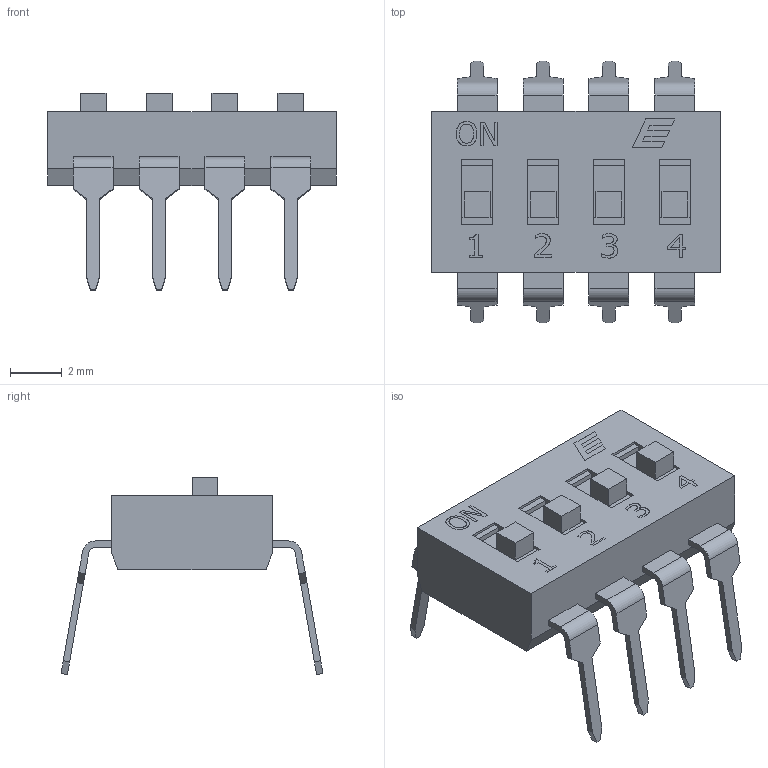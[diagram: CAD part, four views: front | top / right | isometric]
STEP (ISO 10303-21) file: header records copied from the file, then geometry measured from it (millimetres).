
FILE_DESCRIPTION(/* description */ (''),/* implementation_level */ '2;1');
FILE_NAME(/* name */ 'KAE04LAGx.stp',/* time_stamp */ '2025-05-21T09:28:26-05:00',/* author */ ('mroman'),/* organization */ (''),/* preprocessor_version */ 'ST-DEVELOPER v18.1',/* originating_system */ 'Autodesk Inventor 2022',/* authorisation */ '');
FILE_SCHEMA (('AUTOMOTIVE_DESIGN { 1 0 10303 214 3 1 1 }'));
Length unit declared in the file: centimetre
Products named in the file (1): KAE04LAGx
Bounding box: 11.1 x 10.09 x 7.6 mm (x, y, z)
Volume: 205.5 mm3; surface area: 358.1 mm2
Topology: 1 solids, 1 shells, 302 faces, 829 edges, 550 vertices
Faces by surface type: plane 241, bspline 45, cylinder 16
Entity records: 9841 total; most frequent: CARTESIAN_POINT 2402, ORIENTED_EDGE 1658, DIRECTION 1287, EDGE_CURVE 829, LINE 707, VECTOR 707, VERTEX_POINT 550, EDGE_LOOP 323
